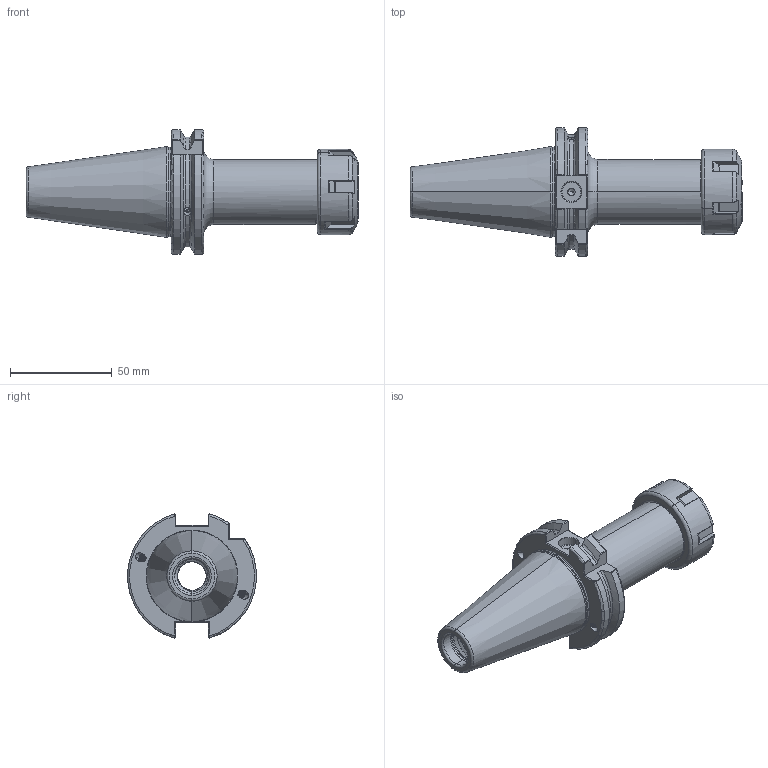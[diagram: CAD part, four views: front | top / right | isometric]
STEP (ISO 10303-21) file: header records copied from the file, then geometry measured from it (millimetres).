
FILE_DESCRIPTION (( 'STEP AP203' ), '1' );
FILE_NAME ('403.02.16.1.STEP', '2016-07-16T05:06:24', ( '' ), ( '' ), 'SwSTEP 2.0', 'SolidWorks 2012', '' );
FILE_SCHEMA (( 'CONFIG_CONTROL_DESIGN' ));
Length unit declared in the file: millimetre
Products named in the file (3): 403.02.16.1; 2-01.100.0250200C7_ER25螺帽(六溝)
Assembly tree (2 placements, depth 2):
  403.02.16.1
    403.02.16.1
    2-01.100.0250200C7_ER25螺帽(六溝)
Bounding box: 163.5 x 63.34 x 61.24 mm (x, y, z)
Volume: 146915.2 mm3; surface area: 42233.6 mm2
Topology: 2 solids, 2 shells, 437 faces, 1190 edges, 746 vertices
Faces by surface type: cylinder 175, plane 93, torus 64, bspline 63, cone 42
Entity records: 27862 total; most frequent: CARTESIAN_POINT 18053, ORIENTED_EDGE 2352, DIRECTION 1585, EDGE_CURVE 1176, VERTEX_POINT 746, AXIS2_PLACEMENT_3D 625, EDGE_LOOP 452, FACE_OUTER_BOUND 437
